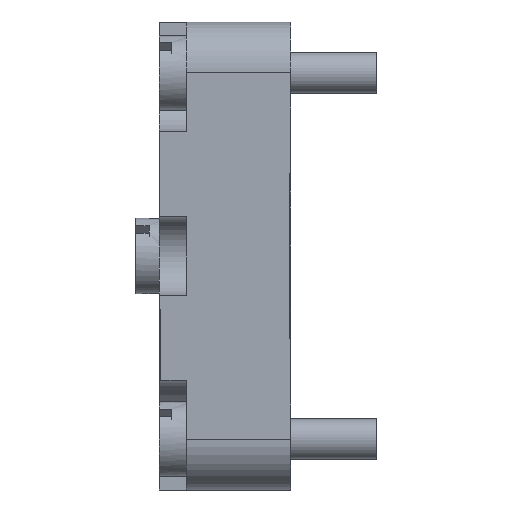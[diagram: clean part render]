
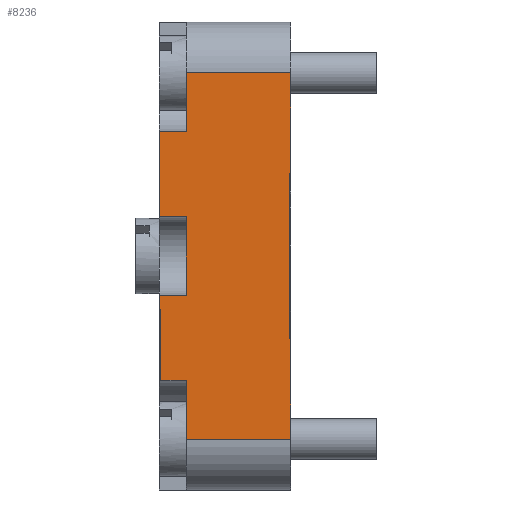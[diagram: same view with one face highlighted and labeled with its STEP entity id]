
A CAD part, left-side view. The second image highlights one B-rep face of the part: STEP entity #8236.
In plain terms, the highlighted free-form (B-spline) face has degree [1, 1] with [2, 2] control points.
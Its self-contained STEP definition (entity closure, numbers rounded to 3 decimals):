
#7671=CARTESIAN_POINT('V66',(-42.5,7.7,
   -13.5));
#7672=VERTEX_POINT('V66',#7671);
#7695=CARTESIAN_POINT('V67',(-42.5,0.,
   -13.5));
#7696=VERTEX_POINT('V67',#7695);
#7710=CARTESIAN_POINT('E80',(-42.5,0.,
   -13.5));
#7711=CARTESIAN_POINT('E80',(-42.5,7.7,
   -13.5));
#7712=B_SPLINE_CURVE_WITH_KNOTS('E80',1,(#7710,#7711),
   .POLYLINE_FORM.,.F.,.U.,(2,2),(0.0,0.794),
   .UNSPECIFIED.);
#7713=EDGE_CURVE('E80',#7696,#7672,#7712,.T.);
#7723=CARTESIAN_POINT('V60',(-42.5,7.7,
   -2.9));
#7724=VERTEX_POINT('V60',#7723);
#7725=CARTESIAN_POINT('V59',(-42.5,7.7,
   2.9));
#7726=VERTEX_POINT('V59',#7725);
#7742=CARTESIAN_POINT('E73',(-42.5,7.7,
   2.9));
#7743=CARTESIAN_POINT('E73',(-42.5,7.7,
   -2.9));
#7744=QUASI_UNIFORM_CURVE('E73',1,(#7742,#7743),.POLYLINE_FORM.,.F.,
   .U.);
#7745=EDGE_CURVE('E73',#7726,#7724,#7744,.T.);
#7768=CARTESIAN_POINT('V61',(-42.5,9.7,
   -2.9));
#7769=VERTEX_POINT('V61',#7768);
#7770=CARTESIAN_POINT('E74',(-42.5,7.7,
   -2.9));
#7771=CARTESIAN_POINT('E74',(-42.5,9.7,
   -2.9));
#7772=QUASI_UNIFORM_CURVE('E74',1,(#7770,#7771),.POLYLINE_FORM.,.F.,
   .U.);
#7773=EDGE_CURVE('E74',#7724,#7769,#7772,.T.);
#7776=CARTESIAN_POINT('V58',(-42.5,9.7,
   2.9));
#7777=VERTEX_POINT('V58',#7776);
#7778=CARTESIAN_POINT('E72',(-42.5,9.7,
   2.9));
#7779=CARTESIAN_POINT('E72',(-42.5,7.7,
   2.9));
#7780=QUASI_UNIFORM_CURVE('E72',1,(#7778,#7779),.POLYLINE_FORM.,.F.,
   .U.);
#7781=EDGE_CURVE('E72',#7777,#7726,#7780,.T.);
#8036=CARTESIAN_POINT('V55',(-42.5,7.7,
   13.5));
#8037=VERTEX_POINT('V55',#8036);
#8038=CARTESIAN_POINT('V56',(-42.5,7.7,
   9.15));
#8039=VERTEX_POINT('V56',#8038);
#8040=CARTESIAN_POINT('E69',(-42.5,7.7,
   13.5));
#8041=CARTESIAN_POINT('E69',(-42.5,7.7,
   9.15));
#8042=QUASI_UNIFORM_CURVE('E69',1,(#8040,#8041),.POLYLINE_FORM.,.F.,
   .U.);
#8043=EDGE_CURVE('E69',#8037,#8039,#8042,.T.);
#8115=CARTESIAN_POINT('V54',(-42.5,0.,
   13.5));
#8116=VERTEX_POINT('V54',#8115);
#8117=CARTESIAN_POINT('E68',(-42.5,0.,
   13.5));
#8118=CARTESIAN_POINT('E68',(-42.5,7.7,
   13.5));
#8119=B_SPLINE_CURVE_WITH_KNOTS('E68',1,(#8117,#8118),
   .POLYLINE_FORM.,.F.,.U.,(2,2),(0.0,0.794),
   .UNSPECIFIED.);
#8120=EDGE_CURVE('E68',#8116,#8037,#8119,.T.);
#8145=CARTESIAN_POINT('F18',(-42.5,9.7,
   13.5));
#8146=CARTESIAN_POINT('F18',(-42.5,9.7,
   -13.5));
#8147=CARTESIAN_POINT('F18',(-42.5,0.,
   13.5));
#8148=CARTESIAN_POINT('F18',(-42.5,0.,
   -13.5));
#8149=B_SPLINE_SURFACE_WITH_KNOTS('F18',1,1,((#8145,#8147),(#8146,
   #8148)),.PLANE_SURF.,.F.,.F.,.U.,(2,2),(2,2),(0.0,
   2.784),(0.0,1.0),.UNSPECIFIED.);
#8150=CARTESIAN_POINT('V51',(-42.5,0.1,
   -6.1));
#8151=VERTEX_POINT('V51',#8150);
#8152=CARTESIAN_POINT('V52',(-42.5,0.1,
   6.1));
#8153=VERTEX_POINT('V52',#8152);
#8154=CARTESIAN_POINT('E65',(-42.5,0.1,
   -6.1));
#8155=CARTESIAN_POINT('E65',(-42.5,0.1,
   6.1));
#8156=B_SPLINE_CURVE_WITH_KNOTS('E65',1,(#8154,#8155),
   .POLYLINE_FORM.,.F.,.U.,(2,2),(0.0,122.0),.UNSPECIFIED.);
#8157=EDGE_CURVE('E65',#8151,#8153,#8156,.T.);
#8158=ORIENTED_EDGE('E65',*,*,#8157,.T.);
#8159=CARTESIAN_POINT('V53',(-42.5,0.0,
   6.1));
#8160=VERTEX_POINT('V53',#8159);
#8161=CARTESIAN_POINT('E66',(-42.5,0.1,
   6.1));
#8162=CARTESIAN_POINT('E66',(-42.5,0.,
   6.1));
#8163=QUASI_UNIFORM_CURVE('E66',1,(#8161,#8162),.POLYLINE_FORM.,.F.,
   .U.);
#8164=EDGE_CURVE('E66',#8153,#8160,#8163,.T.);
#8165=ORIENTED_EDGE('E66',*,*,#8164,.T.);
#8166=CARTESIAN_POINT('E67',(-42.5,0.,
   13.5));
#8167=CARTESIAN_POINT('E67',(-42.5,0.,
   6.1));
#8168=B_SPLINE_CURVE_WITH_KNOTS('E67',1,(#8166,#8167),
   .POLYLINE_FORM.,.F.,.U.,(2,2),(0.0,0.274),
   .UNSPECIFIED.);
#8169=EDGE_CURVE('E67',#8116,#8160,#8168,.T.);
#8170=ORIENTED_EDGE('E67',*,*,#8169,.F.);
#8171=ORIENTED_EDGE('E68',*,*,#8120,.T.);
#8172=ORIENTED_EDGE('E69',*,*,#8043,.T.);
#8173=CARTESIAN_POINT('V57',(-42.5,9.7,
   9.15));
#8174=VERTEX_POINT('V57',#8173);
#8175=CARTESIAN_POINT('E70',(-42.5,7.7,
   9.15));
#8176=CARTESIAN_POINT('E70',(-42.5,9.7,
   9.15));
#8177=QUASI_UNIFORM_CURVE('E70',1,(#8175,#8176),.POLYLINE_FORM.,.F.,
   .U.);
#8178=EDGE_CURVE('E70',#8039,#8174,#8177,.T.);
#8179=ORIENTED_EDGE('E70',*,*,#8178,.T.);
#8180=CARTESIAN_POINT('E71',(-42.5,9.7,
   2.9));
#8181=CARTESIAN_POINT('E71',(-42.5,9.7,
   9.15));
#8182=B_SPLINE_CURVE_WITH_KNOTS('E71',1,(#8180,#8181),
   .POLYLINE_FORM.,.F.,.U.,(2,2),(0.607,
   0.839),.UNSPECIFIED.);
#8183=EDGE_CURVE('E71',#7777,#8174,#8182,.T.);
#8184=ORIENTED_EDGE('E71',*,*,#8183,.F.);
#8185=ORIENTED_EDGE('E72',*,*,#7781,.T.);
#8186=ORIENTED_EDGE('F103',*,*,#7745,.T.);
#8187=ORIENTED_EDGE('E74',*,*,#7773,.T.);
#8188=CARTESIAN_POINT('V62',(-42.5,9.7,
   -3.95));
#8189=VERTEX_POINT('V62',#8188);
#8190=CARTESIAN_POINT('E75',(-42.5,9.7,
   -3.95));
#8191=CARTESIAN_POINT('E75',(-42.5,9.7,
   -2.9));
#8192=B_SPLINE_CURVE_WITH_KNOTS('E75',1,(#8190,#8191),
   .POLYLINE_FORM.,.F.,.U.,(2,2),(0.354,
   0.393),.UNSPECIFIED.);
#8193=EDGE_CURVE('E75',#8189,#7769,#8192,.T.);
#8194=ORIENTED_EDGE('E75',*,*,#8193,.F.);
#8195=CARTESIAN_POINT('V63',(-42.5,9.6,
   -3.95));
#8196=VERTEX_POINT('V63',#8195);
#8197=CARTESIAN_POINT('E76',(-42.5,9.7,
   -3.95));
#8198=CARTESIAN_POINT('E76',(-42.5,9.6,
   -3.95));
#8199=QUASI_UNIFORM_CURVE('E76',1,(#8197,#8198),.POLYLINE_FORM.,.F.,
   .U.);
#8200=EDGE_CURVE('E76',#8189,#8196,#8199,.T.);
#8201=ORIENTED_EDGE('E76',*,*,#8200,.T.);
#8202=CARTESIAN_POINT('V64',(-42.5,9.6,
   -9.15));
#8203=VERTEX_POINT('V64',#8202);
#8204=CARTESIAN_POINT('E77',(-42.5,9.6,
   -3.95));
#8205=CARTESIAN_POINT('E77',(-42.5,9.6,
   -9.15));
#8206=B_SPLINE_CURVE_WITH_KNOTS('E77',1,(#8204,#8205),
   .POLYLINE_FORM.,.F.,.U.,(2,2),(3.,55.0),
   .UNSPECIFIED.);
#8207=EDGE_CURVE('E77',#8196,#8203,#8206,.T.);
#8208=ORIENTED_EDGE('E77',*,*,#8207,.T.);
#8209=CARTESIAN_POINT('V65',(-42.5,7.7,
   -9.15));
#8210=VERTEX_POINT('V65',#8209);
#8211=CARTESIAN_POINT('E78',(-42.5,9.6,
   -9.15));
#8212=CARTESIAN_POINT('E78',(-42.5,7.7,
   -9.15));
#8213=B_SPLINE_CURVE_WITH_KNOTS('E78',1,(#8211,#8212),
   .POLYLINE_FORM.,.F.,.U.,(2,2),(0.05,1.0),
   .UNSPECIFIED.);
#8214=EDGE_CURVE('E78',#8203,#8210,#8213,.T.);
#8215=ORIENTED_EDGE('E78',*,*,#8214,.T.);
#8216=CARTESIAN_POINT('E79',(-42.5,7.7,
   -9.15));
#8217=CARTESIAN_POINT('E79',(-42.5,7.7,
   -13.5));
#8218=QUASI_UNIFORM_CURVE('E79',1,(#8216,#8217),.POLYLINE_FORM.,.F.,
   .U.);
#8219=EDGE_CURVE('E79',#8210,#7672,#8218,.T.);
#8220=ORIENTED_EDGE('E79',*,*,#8219,.T.);
#8221=ORIENTED_EDGE('F99',*,*,#7713,.F.);
#8222=CARTESIAN_POINT('V68',(-42.5,0.0,
   -6.1));
#8223=VERTEX_POINT('V68',#8222);
#8224=CARTESIAN_POINT('E81',(-42.5,0.,
   -6.1));
#8225=CARTESIAN_POINT('E81',(-42.5,0.,
   -13.5));
#8226=B_SPLINE_CURVE_WITH_KNOTS('E81',1,(#8224,#8225),
   .POLYLINE_FORM.,.F.,.U.,(2,2),(0.726,1.0),
   .UNSPECIFIED.);
#8227=EDGE_CURVE('E81',#8223,#7696,#8226,.T.);
#8228=ORIENTED_EDGE('E81',*,*,#8227,.F.);
#8229=CARTESIAN_POINT('E82',(-42.5,0.,
   -6.1));
#8230=CARTESIAN_POINT('E82',(-42.5,0.1,
   -6.1));
#8231=QUASI_UNIFORM_CURVE('E82',1,(#8229,#8230),.POLYLINE_FORM.,.F.,
   .U.);
#8232=EDGE_CURVE('E82',#8223,#8151,#8231,.T.);
#8233=ORIENTED_EDGE('E82',*,*,#8232,.T.);
#8234=EDGE_LOOP('F18',(#8158,#8165,#8170,#8171,#8172,#8179,#8184,
   #8185,#8186,#8187,#8194,#8201,#8208,#8215,#8220,#8221,#8228,#8233)
   );
#8235=FACE_OUTER_BOUND('F18',#8234,.T.);
#8236=ADVANCED_FACE('F18',(#8235),#8149,.T.);
